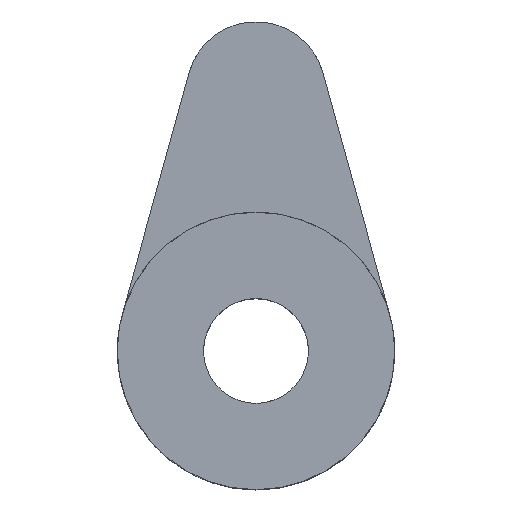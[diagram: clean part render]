
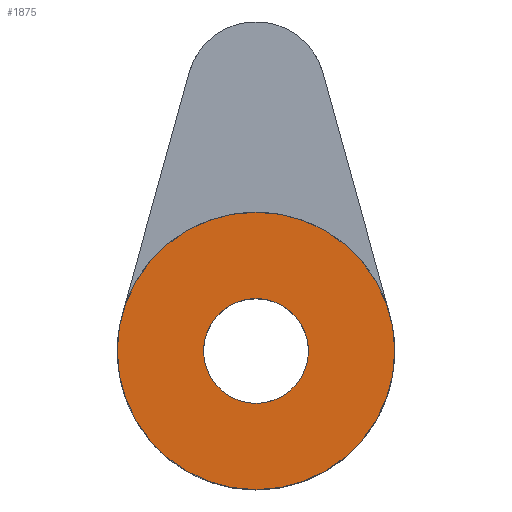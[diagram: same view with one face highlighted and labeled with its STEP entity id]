
A CAD part, top view. The second image highlights one B-rep face of the part: STEP entity #1875.
In plain terms, the highlighted planar face has unit normal (0, 0, 1).
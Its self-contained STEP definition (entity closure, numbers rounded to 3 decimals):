
#263 = VERTEX_POINT('',#264);
#264 = CARTESIAN_POINT('',(8.,0.,11.5));
#270 = EDGE_CURVE('',#263,#263,#271,.T.);
#271 = CIRCLE('',#272,8.);
#272 = AXIS2_PLACEMENT_3D('',#273,#274,#275);
#273 = CARTESIAN_POINT('',(0.,0.,11.5));
#274 = DIRECTION('',(0.,0.,1.));
#275 = DIRECTION('',(1.,0.,0.));
#658 = EDGE_CURVE('',#659,#659,#661,.T.);
#659 = VERTEX_POINT('',#660);
#660 = CARTESIAN_POINT('',(3.025,0.,11.5));
#661 = CIRCLE('',#662,3.025);
#662 = AXIS2_PLACEMENT_3D('',#663,#664,#665);
#663 = CARTESIAN_POINT('',(0.,0.,11.5));
#664 = DIRECTION('',(0.,0.,1.));
#665 = DIRECTION('',(1.,0.,0.));
#1875 = ADVANCED_FACE('',(#1876,#1879),#1882,.T.);
#1876 = FACE_BOUND('',#1877,.T.);
#1877 = EDGE_LOOP('',(#1878));
#1878 = ORIENTED_EDGE('',*,*,#270,.T.);
#1879 = FACE_BOUND('',#1880,.T.);
#1880 = EDGE_LOOP('',(#1881));
#1881 = ORIENTED_EDGE('',*,*,#658,.F.);
#1882 = PLANE('',#1883);
#1883 = AXIS2_PLACEMENT_3D('',#1884,#1885,#1886);
#1884 = CARTESIAN_POINT('',(0.,0.,11.5));
#1885 = DIRECTION('',(0.,0.,1.));
#1886 = DIRECTION('',(1.,0.,0.));
